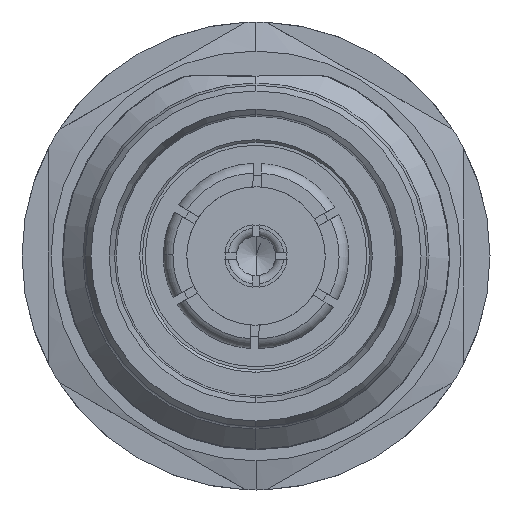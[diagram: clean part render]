
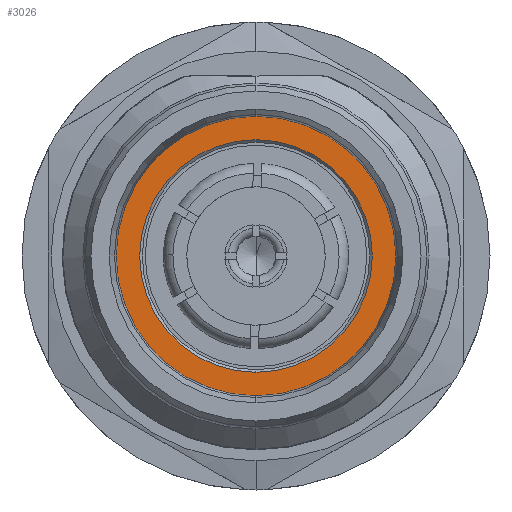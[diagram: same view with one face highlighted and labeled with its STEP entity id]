
A CAD part, left-side view. The second image highlights one B-rep face of the part: STEP entity #3026.
In plain terms, the highlighted planar face has unit normal (-1, 0, 0).
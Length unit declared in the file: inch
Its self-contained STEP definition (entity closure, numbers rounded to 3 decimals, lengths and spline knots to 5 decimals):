
#232 = DIRECTION ( 'NONE',  ( 0., 0., 1. ) ) ;
#444 = VERTEX_POINT ( 'NONE', #2481 ) ;
#453 = EDGE_CURVE ( 'NONE', #1921, #4265, #1142, .T. ) ;
#597 = AXIS2_PLACEMENT_3D ( 'NONE', #1797, #813, #232 ) ;
#708 = DIRECTION ( 'NONE',  ( 0., 0., -1. ) ) ;
#756 = ORIENTED_EDGE ( 'NONE', *, *, #3821, .T. ) ;
#813 = DIRECTION ( 'NONE',  ( -1., 0., 0. ) ) ;
#1014 = CARTESIAN_POINT ( 'NONE',  ( 0.35433, 0., 0. ) ) ;
#1087 = DIRECTION ( 'NONE',  ( 1., 0., 0. ) ) ;
#1142 = CIRCLE ( 'NONE', #3237, 0.19882 ) ;
#1332 = CIRCLE ( 'NONE', #1854, 0.19882 ) ;
#1369 = VERTEX_POINT ( 'NONE', #2623 ) ;
#1381 = DIRECTION ( 'NONE',  ( 1., 0., 0. ) ) ;
#1437 = EDGE_LOOP ( 'NONE', ( #756, #2148 ) ) ;
#1637 = CIRCLE ( 'NONE', #4143, 0.16535 ) ;
#1681 = DIRECTION ( 'NONE',  ( 1., 0., 0. ) ) ;
#1764 = FACE_BOUND ( 'NONE', #1437, .T. ) ;
#1797 = CARTESIAN_POINT ( 'NONE',  ( 0.35433, 0.19882, 0. ) ) ;
#1854 = AXIS2_PLACEMENT_3D ( 'NONE', #6144, #1681, #708 ) ;
#1921 = VERTEX_POINT ( 'NONE', #4483 ) ;
#2148 = ORIENTED_EDGE ( 'NONE', *, *, #3594, .T. ) ;
#2333 = ORIENTED_EDGE ( 'NONE', *, *, #5617, .F. ) ;
#2479 = CARTESIAN_POINT ( 'NONE',  ( 0.35433, 0., 0.19882 ) ) ;
#2481 = CARTESIAN_POINT ( 'NONE',  ( 0.35433, 0., 0.16535 ) ) ;
#2623 = CARTESIAN_POINT ( 'NONE',  ( 0.35433, 0., -0.16535 ) ) ;
#2692 = DIRECTION ( 'NONE',  ( 0., 0., 1. ) ) ;
#2713 = FACE_OUTER_BOUND ( 'NONE', #3973, .T. ) ;
#3001 = AXIS2_PLACEMENT_3D ( 'NONE', #1014, #1381, #6387 ) ;
#3007 = CARTESIAN_POINT ( 'NONE',  ( 0.35433, 0., 0. ) ) ;
#3026 = ADVANCED_FACE ( 'NONE', ( #2713, #1764 ), #4183, .T. ) ;
#3237 = AXIS2_PLACEMENT_3D ( 'NONE', #3007, #4464, #6450 ) ;
#3594 = EDGE_CURVE ( 'NONE', #1369, #444, #1637, .T. ) ;
#3821 = EDGE_CURVE ( 'NONE', #444, #1369, #4049, .T. ) ;
#3973 = EDGE_LOOP ( 'NONE', ( #4204, #2333 ) ) ;
#4049 = CIRCLE ( 'NONE', #3001, 0.16535 ) ;
#4143 = AXIS2_PLACEMENT_3D ( 'NONE', #6139, #1087, #2692 ) ;
#4183 = PLANE ( 'NONE',  #597 ) ;
#4204 = ORIENTED_EDGE ( 'NONE', *, *, #453, .F. ) ;
#4265 = VERTEX_POINT ( 'NONE', #2479 ) ;
#4464 = DIRECTION ( 'NONE',  ( 1., 0., 0. ) ) ;
#4483 = CARTESIAN_POINT ( 'NONE',  ( 0.35433, 0., -0.19882 ) ) ;
#5617 = EDGE_CURVE ( 'NONE', #4265, #1921, #1332, .T. ) ;
#6139 = CARTESIAN_POINT ( 'NONE',  ( 0.35433, 0., 0. ) ) ;
#6144 = CARTESIAN_POINT ( 'NONE',  ( 0.35433, 0., 0. ) ) ;
#6387 = DIRECTION ( 'NONE',  ( 0., 0., 1. ) ) ;
#6450 = DIRECTION ( 'NONE',  ( 0., 0., -1. ) ) ;
